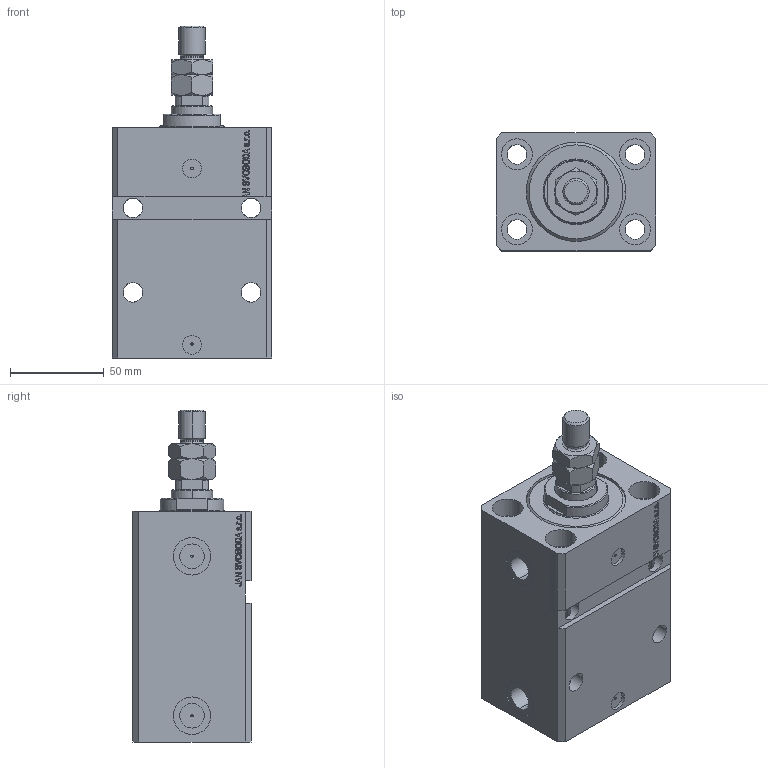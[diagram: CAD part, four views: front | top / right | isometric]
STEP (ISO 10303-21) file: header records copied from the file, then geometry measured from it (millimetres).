
FILE_DESCRIPTION (( 'STEP AP203' ), '1' );
FILE_NAME ('c30f.STEP', '2023-10-08T00:04:27', ( '' ), ( '' ), 'SwSTEP 2.0', 'SolidWorks 2019', '' );
FILE_SCHEMA (( 'CONFIG_CONTROL_DESIGN' ));
Length unit declared in the file: millimetre
Products named in the file (5): MTA 41fc9e83f605c1ed0b4b744d0521c3c0; V250CE_VC_E 41fc9e83f605c1ed0b4b744d0521c3c0; V250CE_C_VCP 41fc9e83f605c1ed0b4b744d0521c3c0; c30f; V250CE_E_Body 41fc9e83f605c1ed0b4b744d0521c3c0
Assembly tree (4 placements, depth 2):
  c30f
    V250CE_E_Body 41fc9e83f605c1ed0b4b744d0521c3c0
    V250CE_C_VCP 41fc9e83f605c1ed0b4b744d0521c3c0
    V250CE_VC_E 41fc9e83f605c1ed0b4b744d0521c3c0
    MTA 41fc9e83f605c1ed0b4b744d0521c3c0
Bounding box: 85 x 63 x 177 mm (x, y, z)
Volume: 553313.2 mm3; surface area: 110806 mm2
Topology: 4 solids, 4 shells, 986 faces, 2509 edges, 1623 vertices
Faces by surface type: plane 474, bspline 356, cylinder 108, cone 40, torus 8
Entity records: 46938 total; most frequent: CARTESIAN_POINT 25087, ORIENTED_EDGE 5014, DIRECTION 3171, EDGE_CURVE 2507, VERTEX_POINT 1623, LINE 1497, VECTOR 1497, EDGE_LOOP 1120
